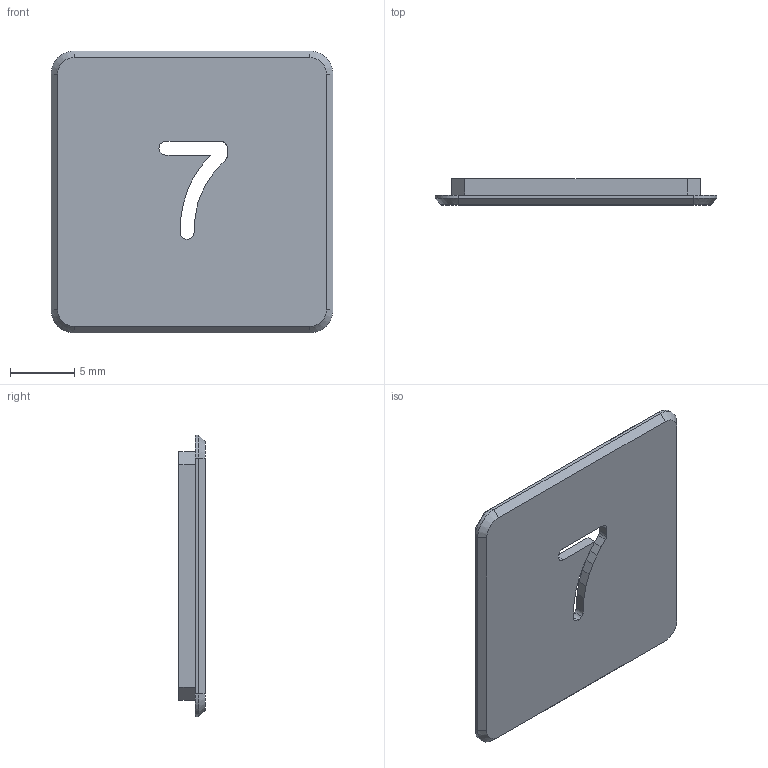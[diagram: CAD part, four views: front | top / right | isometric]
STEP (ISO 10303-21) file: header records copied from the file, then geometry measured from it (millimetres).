
FILE_DESCRIPTION(/* description */ (''),/* implementation_level */ '2;1');
FILE_NAME(/* name */ 'Key7.step',/* time_stamp */ '2022-06-30T09:38:01-06:00',/* author */ (''),/* organization */ (''),/* preprocessor_version */ 'ST-DEVELOPER v19',/* originating_system */ 'Autodesk Translation Framework v11.7.0.108',/* authorisation */ '');
FILE_SCHEMA (('AUTOMOTIVE_DESIGN { 1 0 10303 214 3 1 1 }'));
Length unit declared in the file: inch
Products named in the file (1): (Unsaved)
Bounding box: 21.84 x 2.03 x 21.84 mm (x, y, z)
Volume: 598.3 mm3; surface area: 1143.6 mm2
Topology: 1 solids, 1 shells, 61 faces, 163 edges, 106 vertices
Faces by surface type: plane 27, bspline 26, cone 4, cylinder 4
Entity records: 2164 total; most frequent: CARTESIAN_POINT 773, ORIENTED_EDGE 326, DIRECTION 195, EDGE_CURVE 163, VERTEX_POINT 106, LINE 99, VECTOR 99, EDGE_LOOP 65
